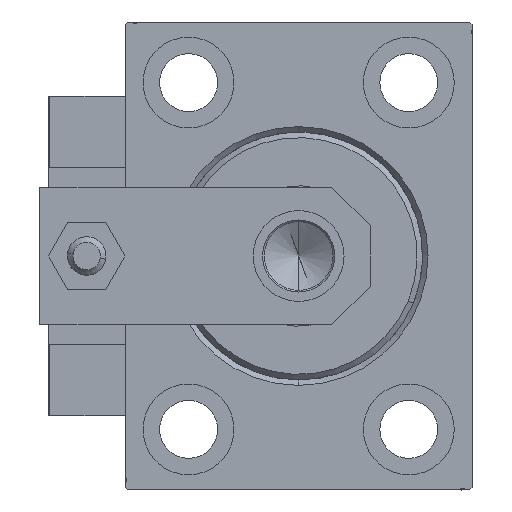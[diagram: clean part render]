
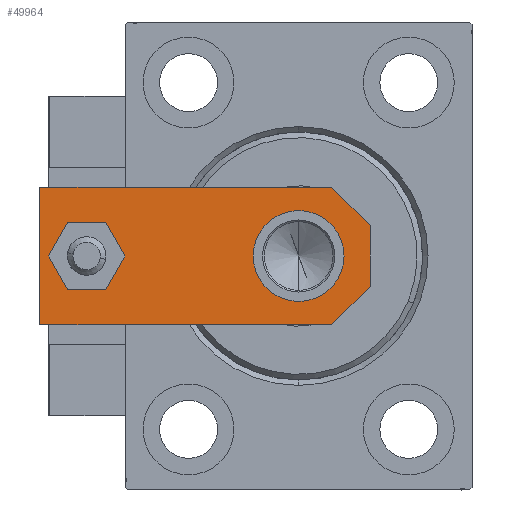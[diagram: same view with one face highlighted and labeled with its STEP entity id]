
A CAD part, left-side view. The second image highlights one B-rep face of the part: STEP entity #49964.
In plain terms, the highlighted face is planar.
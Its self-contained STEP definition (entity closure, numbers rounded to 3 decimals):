
#491 = LINE ( 'NONE', #15945, #18693 ) ;
#1545 = EDGE_CURVE ( 'NONE', #46091, #7621, #16612, .T. ) ;
#2686 = EDGE_CURVE ( 'NONE', #48603, #13969, #5453, .T. ) ;
#3346 = DIRECTION ( 'NONE',  ( 1., 0., 0. ) ) ;
#4288 = ORIENTED_EDGE ( 'NONE', *, *, #13741, .T. ) ;
#5453 = CIRCLE ( 'NONE', #47502, 8.25 ) ;
#7210 = CARTESIAN_POINT ( 'NONE',  ( 8.25, 13., 6. ) ) ;
#7216 = DIRECTION ( 'NONE',  ( 0., -1., 0. ) ) ;
#7621 = VERTEX_POINT ( 'NONE', #24955 ) ;
#8105 = VECTOR ( 'NONE', #33539, 1000. ) ;
#8557 = EDGE_CURVE ( 'NONE', #7621, #45857, #10528, .T. ) ;
#9175 = ORIENTED_EDGE ( 'NONE', *, *, #14255, .T. ) ;
#9889 = EDGE_CURVE ( 'NONE', #20382, #39430, #12787, .T. ) ;
#9973 = DIRECTION ( 'NONE',  ( 1., 0., 0. ) ) ;
#10199 = ORIENTED_EDGE ( 'NONE', *, *, #9889, .F. ) ;
#10464 = VECTOR ( 'NONE', #24897, 1000. ) ;
#10528 = LINE ( 'NONE', #21901, #19180 ) ;
#10644 = DIRECTION ( 'NONE',  ( 0., 0., 1. ) ) ;
#11590 = LINE ( 'NONE', #22461, #33127 ) ;
#12148 = DIRECTION ( 'NONE',  ( 0.707, 0.707, 0. ) ) ;
#12430 = VERTEX_POINT ( 'NONE', #24296 ) ;
#12787 = CIRCLE ( 'NONE', #42708, 4. ) ;
#13741 = EDGE_CURVE ( 'NONE', #12430, #46091, #11590, .T. ) ;
#13969 = VERTEX_POINT ( 'NONE', #7210 ) ;
#14255 = EDGE_CURVE ( 'NONE', #45857, #18838, #36797, .T. ) ;
#14473 = CARTESIAN_POINT ( 'NONE',  ( -8.25, 13., 6. ) ) ;
#15128 = VECTOR ( 'NONE', #40141, 1000. ) ;
#15907 = EDGE_CURVE ( 'NONE', #18838, #16860, #18090, .T. ) ;
#15945 = CARTESIAN_POINT ( 'NONE',  ( 2.75, -2.75, 6. ) ) ;
#16518 = DIRECTION ( 'NONE',  ( 0., 0., 1. ) ) ;
#16612 = LINE ( 'NONE', #44434, #15128 ) ;
#16860 = VERTEX_POINT ( 'NONE', #37836 ) ;
#17973 = AXIS2_PLACEMENT_3D ( 'NONE', #20306, #16518, #23602 ) ;
#18090 = LINE ( 'NONE', #30737, #8105 ) ;
#18693 = VECTOR ( 'NONE', #12148, 1000. ) ;
#18838 = VERTEX_POINT ( 'NONE', #45257 ) ;
#19180 = VECTOR ( 'NONE', #7216, 1000. ) ;
#19557 = CIRCLE ( 'NONE', #17973, 4. ) ;
#20306 = CARTESIAN_POINT ( 'NONE',  ( 0., 51.5, 6. ) ) ;
#20382 = VERTEX_POINT ( 'NONE', #48959 ) ;
#20523 = ORIENTED_EDGE ( 'NONE', *, *, #1545, .T. ) ;
#21577 = EDGE_CURVE ( 'NONE', #16860, #12430, #491, .T. ) ;
#21884 = EDGE_CURVE ( 'NONE', #13969, #48603, #27624, .T. ) ;
#21901 = CARTESIAN_POINT ( 'NONE',  ( -12.5, 60., 6. ) ) ;
#22461 = CARTESIAN_POINT ( 'NONE',  ( 12.5, 0., 6. ) ) ;
#23120 = ORIENTED_EDGE ( 'NONE', *, *, #8557, .T. ) ;
#23542 = EDGE_CURVE ( 'NONE', #39430, #20382, #19557, .T. ) ;
#23602 = DIRECTION ( 'NONE',  ( 1., 0., 0. ) ) ;
#23613 = EDGE_LOOP ( 'NONE', ( #23120, #9175, #26368, #29104, #4288, #20523 ) ) ;
#24102 = ORIENTED_EDGE ( 'NONE', *, *, #21884, .F. ) ;
#24296 = CARTESIAN_POINT ( 'NONE',  ( 12.5, 7., 6. ) ) ;
#24357 = AXIS2_PLACEMENT_3D ( 'NONE', #49620, #10644, #37969 ) ;
#24897 = DIRECTION ( 'NONE',  ( 0.707, -0.707, 0. ) ) ;
#24955 = CARTESIAN_POINT ( 'NONE',  ( -12.5, 60., 6. ) ) ;
#26368 = ORIENTED_EDGE ( 'NONE', *, *, #15907, .T. ) ;
#27624 = CIRCLE ( 'NONE', #24357, 8.25 ) ;
#29104 = ORIENTED_EDGE ( 'NONE', *, *, #21577, .T. ) ;
#29558 = FACE_BOUND ( 'NONE', #36281, .T. ) ;
#29806 = FACE_BOUND ( 'NONE', #47038, .T. ) ;
#29848 = CARTESIAN_POINT ( 'NONE',  ( 12.5, 60., 6. ) ) ;
#30737 = CARTESIAN_POINT ( 'NONE',  ( -12.5, 0., 6. ) ) ;
#32544 = ORIENTED_EDGE ( 'NONE', *, *, #2686, .F. ) ;
#33127 = VECTOR ( 'NONE', #37908, 1000. ) ;
#33366 = DIRECTION ( 'NONE',  ( 1., 0., 0. ) ) ;
#33539 = DIRECTION ( 'NONE',  ( 1., 0., 0. ) ) ;
#34658 = ORIENTED_EDGE ( 'NONE', *, *, #23542, .F. ) ;
#36281 = EDGE_LOOP ( 'NONE', ( #34658, #10199 ) ) ;
#36797 = LINE ( 'NONE', #41338, #10464 ) ;
#36904 = DIRECTION ( 'NONE',  ( 0., 0., 1. ) ) ;
#37496 = CARTESIAN_POINT ( 'NONE',  ( -12.5, 7., 6. ) ) ;
#37836 = CARTESIAN_POINT ( 'NONE',  ( 5.5, 0., 6. ) ) ;
#37908 = DIRECTION ( 'NONE',  ( 0., 1., 0. ) ) ;
#37969 = DIRECTION ( 'NONE',  ( 1., 0., 0. ) ) ;
#39430 = VERTEX_POINT ( 'NONE', #42495 ) ;
#40141 = DIRECTION ( 'NONE',  ( -1., 0., 0. ) ) ;
#41093 = DIRECTION ( 'NONE',  ( 0., 0., 1. ) ) ;
#41338 = CARTESIAN_POINT ( 'NONE',  ( -2.75, -2.75, 6. ) ) ;
#41696 = CARTESIAN_POINT ( 'NONE',  ( 0., 0., 6. ) ) ;
#42495 = CARTESIAN_POINT ( 'NONE',  ( -4., 51.5, 6. ) ) ;
#42708 = AXIS2_PLACEMENT_3D ( 'NONE', #45631, #48936, #3346 ) ;
#43314 = AXIS2_PLACEMENT_3D ( 'NONE', #41696, #36904, #33366 ) ;
#44434 = CARTESIAN_POINT ( 'NONE',  ( 12.5, 60., 6. ) ) ;
#44640 = CARTESIAN_POINT ( 'NONE',  ( 0., 13., 6. ) ) ;
#45257 = CARTESIAN_POINT ( 'NONE',  ( -5.5, 0., 6. ) ) ;
#45490 = PLANE ( 'NONE',  #43314 ) ;
#45631 = CARTESIAN_POINT ( 'NONE',  ( 0., 51.5, 6. ) ) ;
#45857 = VERTEX_POINT ( 'NONE', #37496 ) ;
#46091 = VERTEX_POINT ( 'NONE', #29848 ) ;
#47038 = EDGE_LOOP ( 'NONE', ( #32544, #24102 ) ) ;
#47502 = AXIS2_PLACEMENT_3D ( 'NONE', #44640, #41093, #9973 ) ;
#48545 = FACE_OUTER_BOUND ( 'NONE', #23613, .T. ) ;
#48603 = VERTEX_POINT ( 'NONE', #14473 ) ;
#48936 = DIRECTION ( 'NONE',  ( 0., 0., 1. ) ) ;
#48959 = CARTESIAN_POINT ( 'NONE',  ( 4., 51.5, 6. ) ) ;
#49620 = CARTESIAN_POINT ( 'NONE',  ( 0., 13., 6. ) ) ;
#49964 = ADVANCED_FACE ( 'NONE', ( #29558, #48545, #29806 ), #45490, .T. ) ;
